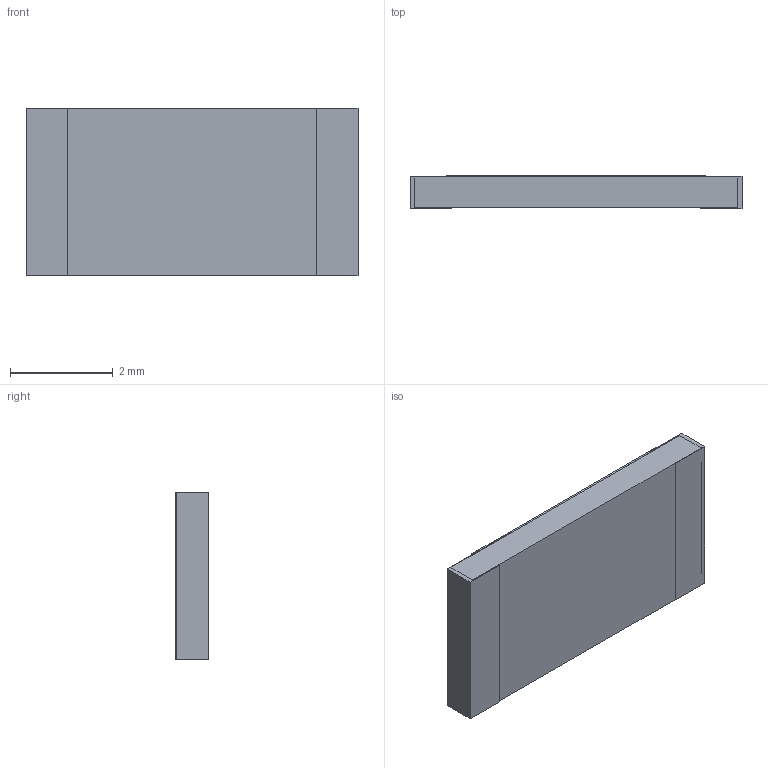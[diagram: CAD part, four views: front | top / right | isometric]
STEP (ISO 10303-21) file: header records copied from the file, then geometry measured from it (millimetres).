
FILE_DESCRIPTION (( 'STEP AP214' ), '1' );
FILE_NAME ('RS_SMDCHIP_2512_L6.45W3.25T0.65B10.7B20.8.STEP', '2024-01-29T20:09:23', ( '' ), ( '' ), 'SwSTEP 2.0', 'SolidWorks 2021', '' );
FILE_SCHEMA (( 'AUTOMOTIVE_DESIGN' ));
Length unit declared in the file: millimetre
Products named in the file (1): RS_SMDCHIP_2512_L6.45W3.25T0.65B10.7B20.8
Bounding box: 6.45 x 0.65 x 3.25 mm (x, y, z)
Volume: 13.3 mm3; surface area: 116.7 mm2
Topology: 9 solids, 9 shells, 95 faces, 231 edges, 154 vertices
Faces by surface type: plane 87, bspline 8
Entity records: 3289 total; most frequent: CARTESIAN_POINT 615, ORIENTED_EDGE 462, DIRECTION 391, EDGE_CURVE 231, LINE 215, VECTOR 215, VERTEX_POINT 154, EDGE_LOOP 99
